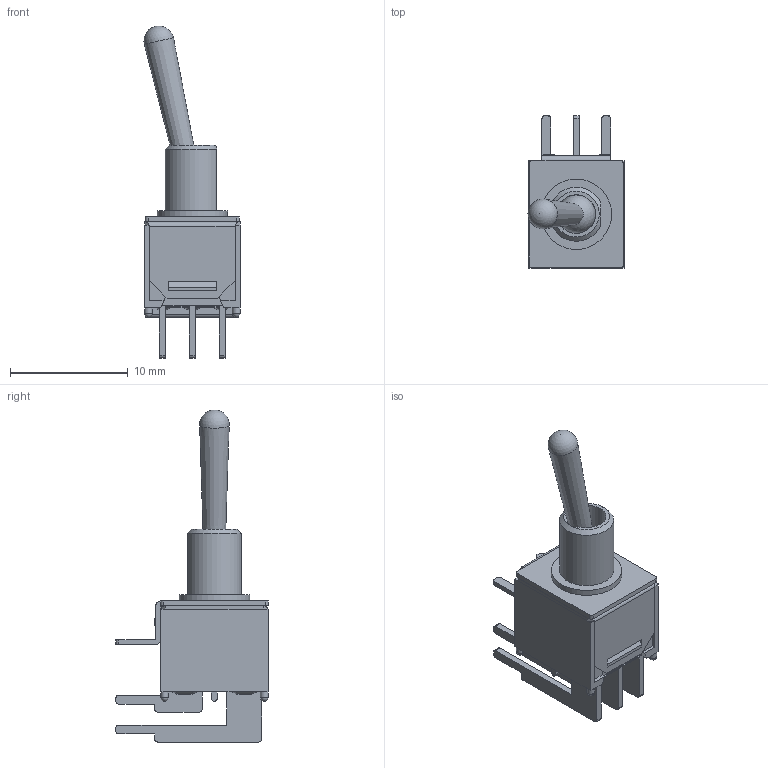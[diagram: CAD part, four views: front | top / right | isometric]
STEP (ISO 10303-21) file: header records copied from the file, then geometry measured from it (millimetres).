
FILE_DESCRIPTION(/* description */ (''),/* implementation_level */ '2;1');
FILE_NAME(/* name */ '200MDPxT4B1M6xE.stp',/* time_stamp */ '2026-01-21T16:28:10-06:00',/* author */ ('jmeyers'),/* organization */ (''),/* preprocessor_version */ 'ST-DEVELOPER v18.1',/* originating_system */ 'Autodesk Inventor 2022',/* authorisation */ '');
FILE_SCHEMA (('AUTOMOTIVE_DESIGN { 1 0 10303 214 3 1 1 }'));
Length unit declared in the file: inch
Products named in the file (1): Part12
Bounding box: 8.18 x 12.95 x 28.25 mm (x, y, z)
Volume: 424.2 mm3; surface area: 1459.5 mm2
Topology: 1 solids, 2 shells, 317 faces, 912 edges, 593 vertices
Faces by surface type: plane 195, cylinder 86, bspline 26, sphere 6, cone 4
Full cylindrical faces by diameter (mm): 0.65 x4, 3.3 x1, 6 x1
Entity records: 11074 total; most frequent: CARTESIAN_POINT 2862, ORIENTED_EDGE 1812, DIRECTION 1557, EDGE_CURVE 906, LINE 643, VECTOR 643, VERTEX_POINT 593, AXIS2_PLACEMENT_3D 457
